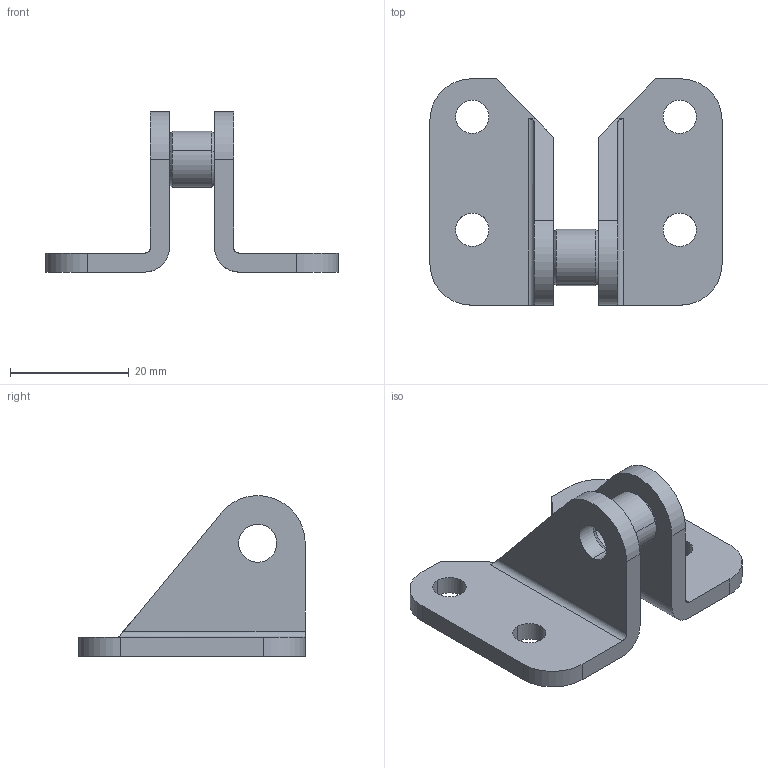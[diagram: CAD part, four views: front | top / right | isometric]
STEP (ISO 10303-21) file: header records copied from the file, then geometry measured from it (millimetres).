
FILE_DESCRIPTION(('STEP AP214'),'1');
FILE_NAME('GH-451LP SS.stp','2013-10-14T13:33:17',('Stephen Green'),('BIB Design'),'Spatial InterOp 3D',' ',' ');
FILE_SCHEMA(('automotive_design'));
Length unit declared in the file: inch
Products named in the file (3): 1; 2; 3
Bounding box: 49.2 x 38.1 x 26.98 mm (x, y, z)
Volume: 7356.8 mm3; surface area: 6079.9 mm2
Topology: 3 solids, 3 shells, 54 faces, 172 edges, 124 vertices
Faces by surface type: cylinder 26, plane 20, cone 8
Entity records: 3482 total; most frequent: DIRECTION 382, CARTESIAN_POINT 353, ORIENTED_EDGE 344, PRESENTATION_STYLE_ASSIGNMENT 259, COLOUR_RGB 259, STYLED_ITEM 205, CURVE_STYLE 202, DRAUGHTING_PRE_DEFINED_CURVE_FONT 202
